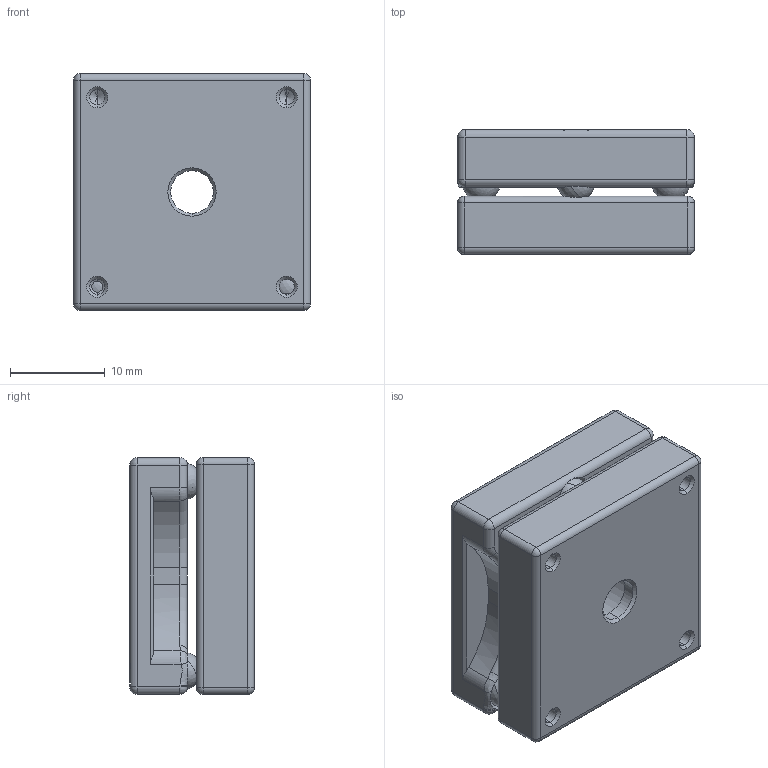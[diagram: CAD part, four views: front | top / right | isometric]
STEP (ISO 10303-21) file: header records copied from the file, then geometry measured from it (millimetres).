
FILE_DESCRIPTION (( 'STEP AP203' ), '1' );
FILE_NAME ('BPKB2-25.STEP', '2025-10-27T06:22:42', ( '' ), ( '' ), 'SwSTEP 2.0', 'SolidWorks 2020', '' );
FILE_SCHEMA (( 'CONFIG_CONTROL_DESIGN' ));
Length unit declared in the file: millimetre
Products named in the file (9): 階啣; 3.98钢球; 奻啣; 4×1.5耐磨垫; 1×4圆柱销; 6℅3埴翐棠沺; 菁啣; BPKB2-25; 狟啣
Assembly tree (18 placements, depth 3):
  BPKB2-25
    狟啣
      菁啣
      6℅3埴翐棠沺  x4
      1×4圆柱销  x2
      4×1.5耐磨垫
    奻啣
      階啣
      6℅3埴翐棠沺  x4
      3.98钢球  x3
Bounding box: 25 x 13.15 x 25 mm (x, y, z)
Volume: 6630.3 mm3; surface area: 5506.2 mm2
Topology: 16 solids, 16 shells, 1314 faces, 3449 edges, 2232 vertices
Faces by surface type: plane 721, bspline 359, cylinder 110, cone 96, sphere 22, torus 6
Entity records: 54803 total; most frequent: CARTESIAN_POINT 24880, ORIENTED_EDGE 6600, DIRECTION 4670, EDGE_CURVE 3300, VECTOR 2288, LINE 2288, VERTEX_POINT 2159, EDGE_LOOP 1355
